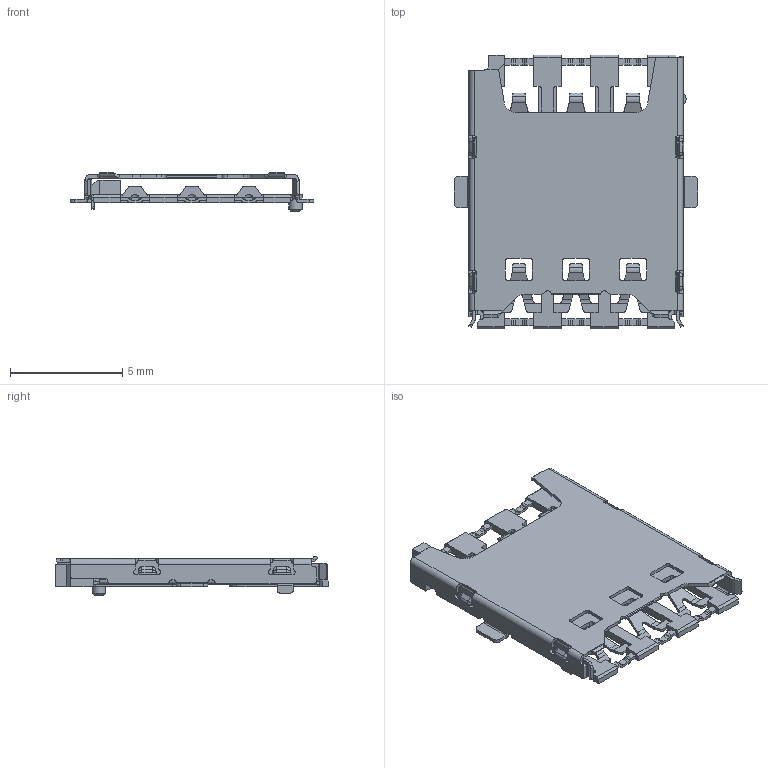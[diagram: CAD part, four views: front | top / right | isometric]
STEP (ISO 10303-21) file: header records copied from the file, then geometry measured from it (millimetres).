
FILE_DESCRIPTION(/* description */ (''),/* implementation_level */ '2;1');
FILE_NAME(/* name */ 'GCT - SIM8051-6-0-14-01-A v3.step',/* time_stamp */ '2019-12-13T23:53:37+00:00',/* author */ (''),/* organization */ (''),/* preprocessor_version */ 'ST-DEVELOPER v18',/* originating_system */ 'Autodesk Translation Framework v8.12.0.6',/* authorisation */ '');
FILE_SCHEMA (('AUTOMOTIVE_DESIGN { 1 0 10303 214 3 1 1 }'));
Length unit declared in the file: millimetre
Products named in the file (2): GCT - SIM8051-6-0-14-01-A; SIM8051-6-0-14-01-A
Assembly tree (1 placements, depth 2):
  GCT - SIM8051-6-0-14-01-A
    SIM8051-6-0-14-01-A
Bounding box: 10.84 x 12.2 x 1.75 mm (x, y, z)
Volume: 38 mm3; surface area: 464.7 mm2
Topology: 1 solids, 1 shells, 967 faces, 2737 edges, 1732 vertices
Faces by surface type: plane 546, cylinder 358, bspline 46, sphere 16, cone 1
Full cylindrical faces by diameter (mm): 0.6 x1
Entity records: 34056 total; most frequent: CARTESIAN_POINT 7753, ORIENTED_EDGE 5458, DIRECTION 5178, EDGE_CURVE 2729, LINE 1910, VECTOR 1910, VERTEX_POINT 1732, AXIS2_PLACEMENT_3D 1634
